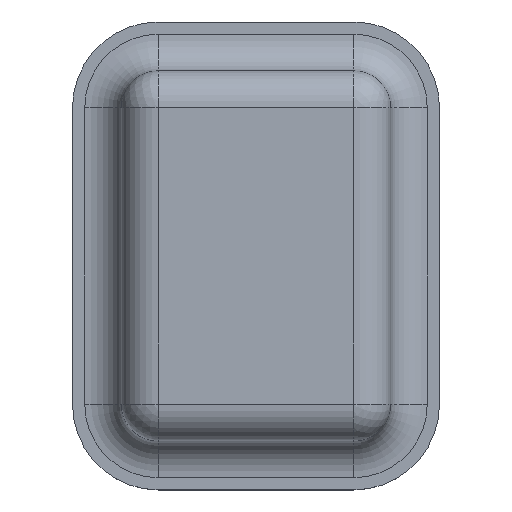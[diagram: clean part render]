
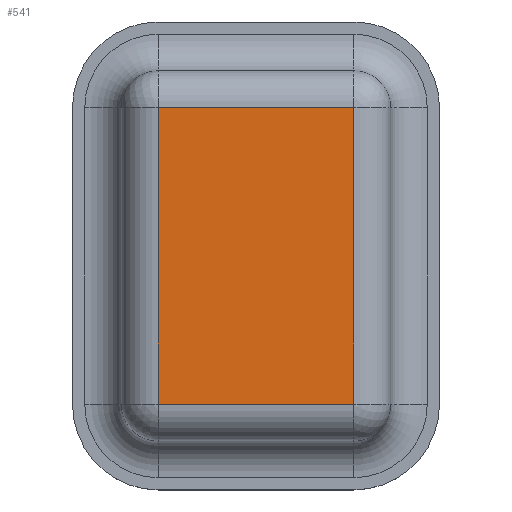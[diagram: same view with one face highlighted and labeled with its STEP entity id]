
A CAD part, top view. The second image highlights one B-rep face of the part: STEP entity #541.
In plain terms, the highlighted planar face has unit normal (0, 0, 1).
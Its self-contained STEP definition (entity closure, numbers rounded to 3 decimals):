
#31=PLANE('',#626);
#66=FACE_OUTER_BOUND('',#102,.T.);
#102=EDGE_LOOP('',(#474,#475,#476,#477));
#130=LINE('',#940,#170);
#132=LINE('',#943,#172);
#140=LINE('',#956,#180);
#142=LINE('',#959,#182);
#170=VECTOR('',#770,10.);
#172=VECTOR('',#774,10.);
#180=VECTOR('',#792,10.);
#182=VECTOR('',#796,10.);
#247=VERTEX_POINT('',#882);
#252=VERTEX_POINT('',#895);
#255=VERTEX_POINT('',#902);
#262=VERTEX_POINT('',#921);
#326=EDGE_CURVE('',#252,#262,#130,.T.);
#328=EDGE_CURVE('',#262,#255,#132,.T.);
#336=EDGE_CURVE('',#255,#247,#140,.T.);
#338=EDGE_CURVE('',#247,#252,#142,.T.);
#474=ORIENTED_EDGE('',*,*,#326,.F.);
#475=ORIENTED_EDGE('',*,*,#338,.F.);
#476=ORIENTED_EDGE('',*,*,#336,.F.);
#477=ORIENTED_EDGE('',*,*,#328,.F.);
#541=ADVANCED_FACE('',(#66),#31,.T.);
#626=AXIS2_PLACEMENT_3D('',#966,#806,#807);
#770=DIRECTION('',(0.,1.,0.));
#774=DIRECTION('',(1.,0.,0.));
#792=DIRECTION('',(0.,-1.,0.));
#796=DIRECTION('',(-1.,0.,0.));
#806=DIRECTION('center_axis',(0.,0.,1.));
#807=DIRECTION('ref_axis',(1.,0.,0.));
#882=CARTESIAN_POINT('',(2.3,0.7,1.1));
#895=CARTESIAN_POINT('',(0.7,0.7,1.1));
#902=CARTESIAN_POINT('',(2.3,3.125,1.1));
#921=CARTESIAN_POINT('',(0.7,3.125,1.1));
#940=CARTESIAN_POINT('',(0.7,2.669,1.1));
#943=CARTESIAN_POINT('',(2.05,3.125,1.1));
#956=CARTESIAN_POINT('',(2.3,1.156,1.1));
#959=CARTESIAN_POINT('',(0.95,0.7,1.1));
#966=CARTESIAN_POINT('Origin',(1.5,1.913,1.1));
